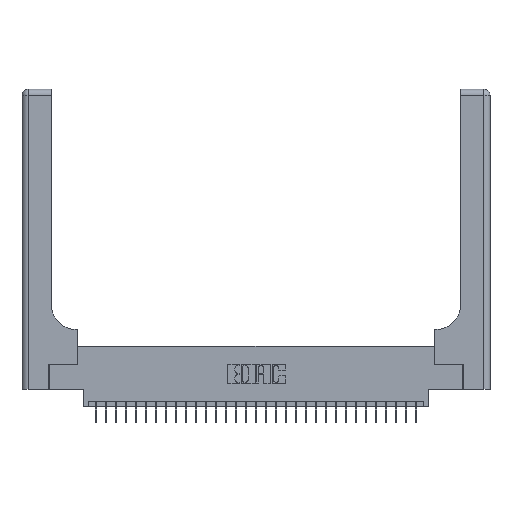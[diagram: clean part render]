
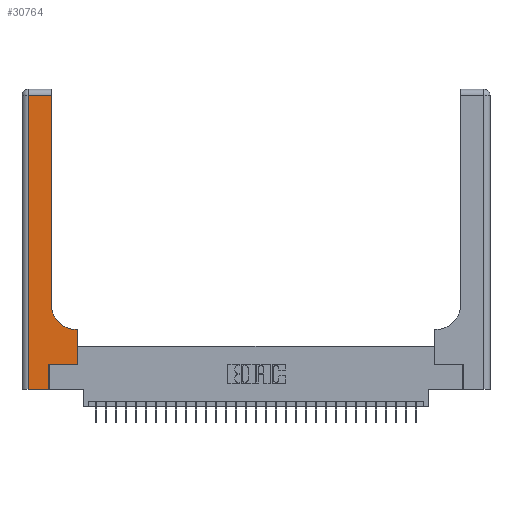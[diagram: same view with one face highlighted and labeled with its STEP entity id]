
A CAD part, top view. The second image highlights one B-rep face of the part: STEP entity #30764.
In plain terms, the highlighted planar face has unit normal (0, 0, 1).
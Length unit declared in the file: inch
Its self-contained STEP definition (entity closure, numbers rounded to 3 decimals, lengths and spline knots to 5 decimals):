
#17 = CARTESIAN_POINT ( 'NONE',  ( 0.06, 0., 0.37 ) ) ;
#129 = DIRECTION ( 'NONE',  ( 1., 0., 0. ) ) ;
#1230 = CARTESIAN_POINT ( 'NONE',  ( 0., 0., 0.37 ) ) ;
#1566 = CARTESIAN_POINT ( 'NONE',  ( 0.5585, 0.25, 0.37 ) ) ;
#2277 = CARTESIAN_POINT ( 'NONE',  ( 0.2915, 2.94, 0.37 ) ) ;
#2957 = VERTEX_POINT ( 'NONE', #14860 ) ;
#3036 = CARTESIAN_POINT ( 'NONE',  ( 0.269, 0.25, 0.37 ) ) ;
#3084 = VERTEX_POINT ( 'NONE', #17 ) ;
#4087 = EDGE_CURVE ( 'NONE', #2957, #12851, #5358, .T. ) ;
#4331 = LINE ( 'NONE', #1230, #10322 ) ;
#4392 = LINE ( 'NONE', #28848, #17590 ) ;
#4883 = FACE_OUTER_BOUND ( 'NONE', #14017, .T. ) ;
#5017 = VERTEX_POINT ( 'NONE', #14527 ) ;
#5240 = VERTEX_POINT ( 'NONE', #6148 ) ;
#5290 = AXIS2_PLACEMENT_3D ( 'NONE', #30259, #15497, #129 ) ;
#5358 = LINE ( 'NONE', #13887, #12516 ) ;
#6148 = CARTESIAN_POINT ( 'NONE',  ( 0.5585, 0.25, 0.37 ) ) ;
#8901 = VECTOR ( 'NONE', #11535, 39.37008 ) ;
#9382 = ORIENTED_EDGE ( 'NONE', *, *, #4087, .T. ) ;
#9598 = CARTESIAN_POINT ( 'NONE',  ( 0., 3., 0.37 ) ) ;
#9639 = ORIENTED_EDGE ( 'NONE', *, *, #9803, .T. ) ;
#9803 = EDGE_CURVE ( 'NONE', #12851, #5240, #19483, .T. ) ;
#10211 = CARTESIAN_POINT ( 'NONE',  ( 0.06, 3., 0.37 ) ) ;
#10225 = VECTOR ( 'NONE', #22113, 39.37008 ) ;
#10322 = VECTOR ( 'NONE', #14020, 39.37008 ) ;
#10340 = ORIENTED_EDGE ( 'NONE', *, *, #31783, .T. ) ;
#10349 = EDGE_CURVE ( 'NONE', #5017, #3084, #20219, .T. ) ;
#10936 = CARTESIAN_POINT ( 'NONE',  ( 0.269, 0.25, 0.37 ) ) ;
#11535 = DIRECTION ( 'NONE',  ( 0., 1., 0. ) ) ;
#11679 = EDGE_CURVE ( 'NONE', #3084, #2957, #4331, .T. ) ;
#11977 = ORIENTED_EDGE ( 'NONE', *, *, #21167, .T. ) ;
#12194 = DIRECTION ( 'NONE',  ( -1., 0., 0. ) ) ;
#12516 = VECTOR ( 'NONE', #23827, 39.37008 ) ;
#12752 = EDGE_CURVE ( 'NONE', #31464, #28304, #13861, .T. ) ;
#12755 = VECTOR ( 'NONE', #20353, 39.37008 ) ;
#12851 = VERTEX_POINT ( 'NONE', #3036 ) ;
#13103 = EDGE_CURVE ( 'NONE', #16749, #5017, #16997, .T. ) ;
#13597 = LINE ( 'NONE', #1566, #26756 ) ;
#13861 = CIRCLE ( 'NONE', #5290, 0.25 ) ;
#13887 = CARTESIAN_POINT ( 'NONE',  ( 0.269, 0., 0.37 ) ) ;
#14017 = EDGE_LOOP ( 'NONE', ( #30091, #21415, #26512, #31068, #9382, #9639, #10340, #11977, #25890 ) ) ;
#14020 = DIRECTION ( 'NONE',  ( 1., 0., 0. ) ) ;
#14527 = CARTESIAN_POINT ( 'NONE',  ( 0.06, 2.94, 0.37 ) ) ;
#14860 = CARTESIAN_POINT ( 'NONE',  ( 0.269, 0., 0.37 ) ) ;
#14935 = LINE ( 'NONE', #26487, #8901 ) ;
#15497 = DIRECTION ( 'NONE',  ( 0., 0., -1. ) ) ;
#15568 = CARTESIAN_POINT ( 'NONE',  ( 0.5415, 0.6, 0.37 ) ) ;
#15947 = EDGE_CURVE ( 'NONE', #28304, #16749, #14935, .T. ) ;
#16749 = VERTEX_POINT ( 'NONE', #2277 ) ;
#16997 = LINE ( 'NONE', #24523, #10225 ) ;
#17590 = VECTOR ( 'NONE', #21438, 39.37008 ) ;
#18008 = VERTEX_POINT ( 'NONE', #29385 ) ;
#18430 = DIRECTION ( 'NONE',  ( 1., 0., 0. ) ) ;
#19483 = LINE ( 'NONE', #10936, #26064 ) ;
#20219 = LINE ( 'NONE', #10211, #12755 ) ;
#20353 = DIRECTION ( 'NONE',  ( 0., -1., 0. ) ) ;
#21167 = EDGE_CURVE ( 'NONE', #18008, #31464, #4392, .T. ) ;
#21415 = ORIENTED_EDGE ( 'NONE', *, *, #13103, .T. ) ;
#21438 = DIRECTION ( 'NONE',  ( -1., 0., 0. ) ) ;
#21849 = DIRECTION ( 'NONE',  ( 0., 1., 0. ) ) ;
#22113 = DIRECTION ( 'NONE',  ( -1., 0., 0. ) ) ;
#23827 = DIRECTION ( 'NONE',  ( 0., 1., 0. ) ) ;
#23947 = CARTESIAN_POINT ( 'NONE',  ( 0.2915, 0.85, 0.37 ) ) ;
#24523 = CARTESIAN_POINT ( 'NONE',  ( 0., 2.94, 0.37 ) ) ;
#24667 = PLANE ( 'NONE',  #27075 ) ;
#25890 = ORIENTED_EDGE ( 'NONE', *, *, #12752, .T. ) ;
#26064 = VECTOR ( 'NONE', #18430, 39.37008 ) ;
#26487 = CARTESIAN_POINT ( 'NONE',  ( 0.2915, 3., 0.37 ) ) ;
#26512 = ORIENTED_EDGE ( 'NONE', *, *, #10349, .T. ) ;
#26756 = VECTOR ( 'NONE', #21849, 39.37008 ) ;
#27075 = AXIS2_PLACEMENT_3D ( 'NONE', #9598, #27107, #12194 ) ;
#27107 = DIRECTION ( 'NONE',  ( 0., 0., -1. ) ) ;
#28304 = VERTEX_POINT ( 'NONE', #23947 ) ;
#28848 = CARTESIAN_POINT ( 'NONE',  ( 0.2915, 0.6, 0.37 ) ) ;
#29385 = CARTESIAN_POINT ( 'NONE',  ( 0.5585, 0.6, 0.37 ) ) ;
#30091 = ORIENTED_EDGE ( 'NONE', *, *, #15947, .T. ) ;
#30259 = CARTESIAN_POINT ( 'NONE',  ( 0.5415, 0.85, 0.37 ) ) ;
#30764 = ADVANCED_FACE ( 'NONE', ( #4883 ), #24667, .F. ) ;
#31068 = ORIENTED_EDGE ( 'NONE', *, *, #11679, .T. ) ;
#31464 = VERTEX_POINT ( 'NONE', #15568 ) ;
#31783 = EDGE_CURVE ( 'NONE', #5240, #18008, #13597, .T. ) ;
